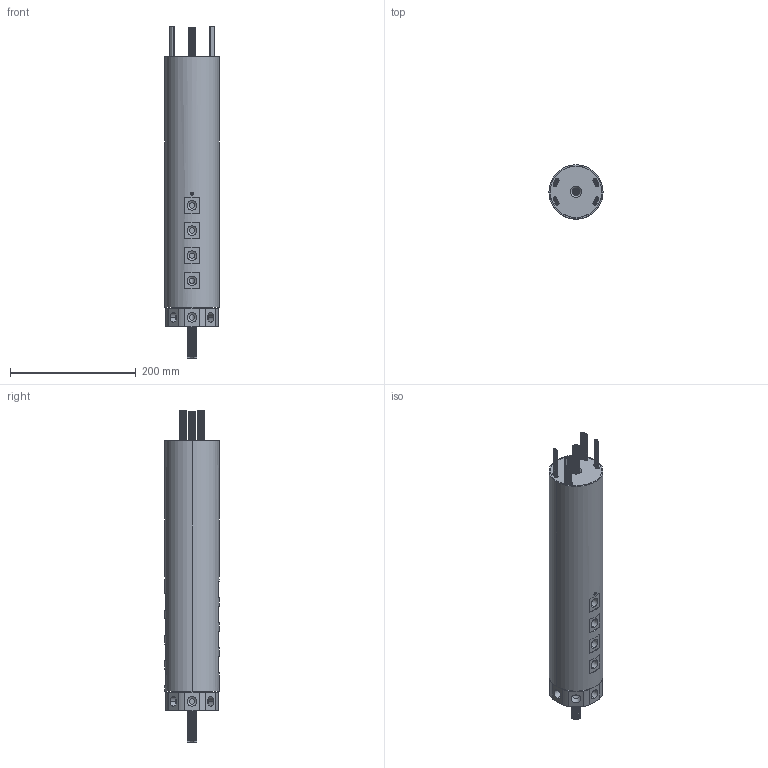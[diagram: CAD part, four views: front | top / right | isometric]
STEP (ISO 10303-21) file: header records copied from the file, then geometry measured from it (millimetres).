
FILE_DESCRIPTION (( 'STEP AP203' ), '1' );
FILE_NAME ('MK83S-P4805-S56(B2900).STEP', '2021-02-01T09:14:11', ( '微软用户' ), ( '微软中国' ), 'SwSTEP 2.0', 'SolidWorks 2014', '' );
FILE_SCHEMA (( 'CONFIG_CONTROL_DESIGN' ));
Length unit declared in the file: millimetre
Products named in the file (1): MK83S-P4805-S56(B2900)
Bounding box: 86 x 86 x 528.5 mm (x, y, z)
Volume: 2426825.3 mm3; surface area: 296616.3 mm2
Topology: 1 solids, 1 shells, 852 faces, 1756 edges, 1138 vertices
Faces by surface type: cylinder 530, plane 276, cone 46
Entity records: 23061 total; most frequent: DIRECTION 4494, CARTESIAN_POINT 3907, ORIENTED_EDGE 3488, AXIS2_PLACEMENT_3D 1917, EDGE_CURVE 1744, VERTEX_POINT 1138, EDGE_LOOP 1100, CIRCLE 1064
